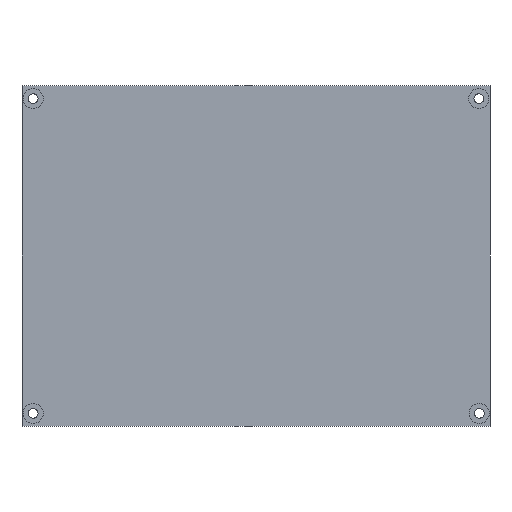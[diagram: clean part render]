
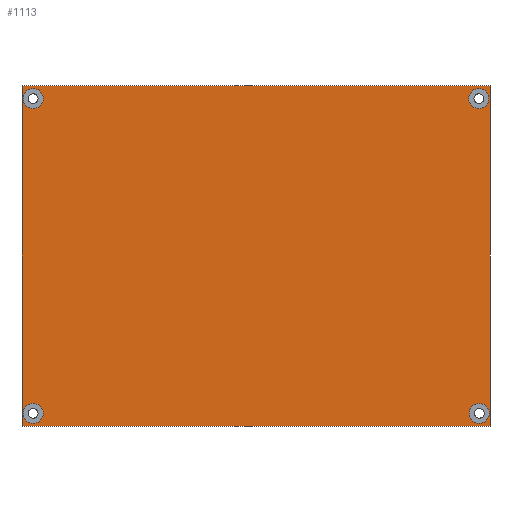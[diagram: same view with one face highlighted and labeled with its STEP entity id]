
A CAD part, front view. The second image highlights one B-rep face of the part: STEP entity #1113.
In plain terms, the highlighted planar face has unit normal (0, -1, 0).
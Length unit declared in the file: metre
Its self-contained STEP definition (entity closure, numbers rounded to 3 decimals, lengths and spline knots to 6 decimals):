
#56=LINE('',#1682,#188);
#59=LINE('',#1688,#191);
#61=LINE('',#1692,#193);
#63=LINE('',#1696,#195);
#188=VECTOR('',#1343,1.);
#191=VECTOR('',#1348,1.);
#193=VECTOR('',#1352,1.);
#195=VECTOR('',#1356,1.);
#281=PLANE('',#1202);
#408=ORIENTED_EDGE('',*,*,#692,.F.);
#409=ORIENTED_EDGE('',*,*,#693,.F.);
#410=ORIENTED_EDGE('',*,*,#694,.F.);
#411=ORIENTED_EDGE('',*,*,#695,.F.);
#412=ORIENTED_EDGE('',*,*,#684,.T.);
#413=ORIENTED_EDGE('',*,*,#691,.T.);
#414=ORIENTED_EDGE('',*,*,#689,.F.);
#415=ORIENTED_EDGE('',*,*,#687,.F.);
#684=EDGE_CURVE('',#832,#833,#56,.T.);
#687=EDGE_CURVE('',#832,#834,#59,.T.);
#689=EDGE_CURVE('',#834,#835,#61,.T.);
#691=EDGE_CURVE('',#833,#835,#63,.T.);
#692=EDGE_CURVE('',#836,#836,#892,.T.);
#693=EDGE_CURVE('',#837,#837,#893,.T.);
#694=EDGE_CURVE('',#838,#838,#894,.T.);
#695=EDGE_CURVE('',#839,#839,#895,.T.);
#832=VERTEX_POINT('',#1683);
#833=VERTEX_POINT('',#1684);
#834=VERTEX_POINT('',#1689);
#835=VERTEX_POINT('',#1693);
#836=VERTEX_POINT('',#1699);
#837=VERTEX_POINT('',#1701);
#838=VERTEX_POINT('',#1703);
#839=VERTEX_POINT('',#1705);
#892=CIRCLE('',#1203,0.00205);
#893=CIRCLE('',#1204,0.00205);
#894=CIRCLE('',#1205,0.00205);
#895=CIRCLE('',#1206,0.00205);
#927=EDGE_LOOP('',(#408));
#928=EDGE_LOOP('',(#409));
#929=EDGE_LOOP('',(#410));
#930=EDGE_LOOP('',(#411));
#931=EDGE_LOOP('',(#412,#413,#414,#415));
#1025=FACE_BOUND('',#927,.T.);
#1026=FACE_BOUND('',#928,.T.);
#1027=FACE_BOUND('',#929,.T.);
#1028=FACE_BOUND('',#930,.T.);
#1029=FACE_BOUND('',#931,.T.);
#1113=ADVANCED_FACE('',(#1025,#1026,#1027,#1028,#1029),#281,.F.);
#1202=AXIS2_PLACEMENT_3D('',#1697,#1357,#1358);
#1203=AXIS2_PLACEMENT_3D('',#1698,#1359,#1360);
#1204=AXIS2_PLACEMENT_3D('',#1700,#1361,#1362);
#1205=AXIS2_PLACEMENT_3D('',#1702,#1363,#1364);
#1206=AXIS2_PLACEMENT_3D('',#1704,#1365,#1366);
#1343=DIRECTION('',(1.,0.,0.));
#1348=DIRECTION('',(0.,0.,1.));
#1352=DIRECTION('',(1.,0.,0.));
#1356=DIRECTION('',(0.,0.,1.));
#1357=DIRECTION('',(0.,1.,0.));
#1358=DIRECTION('',(1.,0.,0.));
#1359=DIRECTION('',(0.,-1.,0.));
#1360=DIRECTION('',(-1.,0.,0.));
#1361=DIRECTION('',(0.,-1.,0.));
#1362=DIRECTION('',(-1.,0.,0.));
#1363=DIRECTION('',(0.,-1.,0.));
#1364=DIRECTION('',(-1.,0.,0.));
#1365=DIRECTION('',(0.,-1.,0.));
#1366=DIRECTION('',(-1.,0.,0.));
#1682=CARTESIAN_POINT('',(0.,0.,-0.018894));
#1683=CARTESIAN_POINT('',(-0.048053,0.,-0.018894));
#1684=CARTESIAN_POINT('',(0.048053,0.,-0.018894));
#1688=CARTESIAN_POINT('',(-0.048053,0.,0.016062));
#1689=CARTESIAN_POINT('',(-0.048053,0.,0.051019));
#1692=CARTESIAN_POINT('',(0.,0.,0.051019));
#1693=CARTESIAN_POINT('',(0.048053,0.,0.051019));
#1696=CARTESIAN_POINT('',(0.048053,0.,0.016062));
#1697=CARTESIAN_POINT('',(0.,0.,0.016062));
#1698=CARTESIAN_POINT('',(-0.045753,0.,-0.01626));
#1699=CARTESIAN_POINT('',(-0.047803,0.,-0.01626));
#1700=CARTESIAN_POINT('',(0.045853,0.,-0.01626));
#1701=CARTESIAN_POINT('',(0.043803,0.,-0.01626));
#1702=CARTESIAN_POINT('',(0.045753,0.,0.048385));
#1703=CARTESIAN_POINT('',(0.043703,0.,0.048385));
#1704=CARTESIAN_POINT('',(-0.045753,0.,0.048385));
#1705=CARTESIAN_POINT('',(-0.047803,0.,0.048385));
